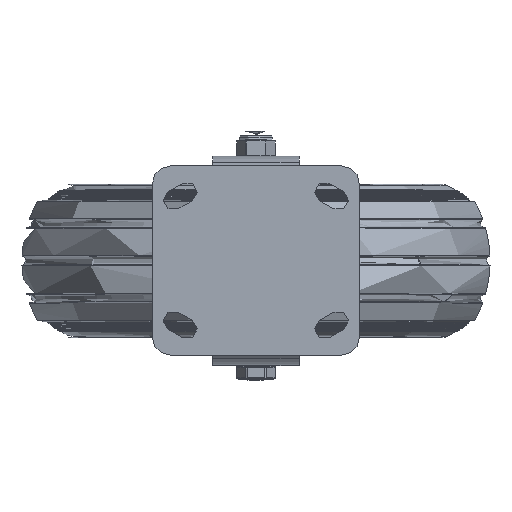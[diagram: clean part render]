
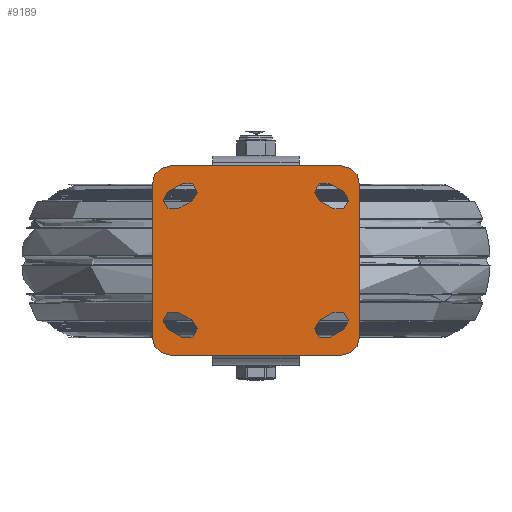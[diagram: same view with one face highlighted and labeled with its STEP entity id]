
A CAD part, top view. The second image highlights one B-rep face of the part: STEP entity #9189.
In plain terms, the highlighted planar face has unit normal (0, 0, 1).
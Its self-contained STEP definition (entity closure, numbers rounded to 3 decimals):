
#619=FACE_BOUND('',#1491,.T.);
#620=FACE_BOUND('',#1492,.T.);
#621=FACE_BOUND('',#1493,.T.);
#622=FACE_BOUND('',#1494,.T.);
#705=PLANE('',#9951);
#925=FACE_OUTER_BOUND('',#1490,.T.);
#1490=EDGE_LOOP('',(#6323,#6324,#6325,#6326,#6327,#6328,#6329,#6330));
#1491=EDGE_LOOP('',(#6331,#6332,#6333,#6334));
#1492=EDGE_LOOP('',(#6335,#6336,#6337,#6338));
#1493=EDGE_LOOP('',(#6339,#6340,#6341,#6342));
#1494=EDGE_LOOP('',(#6343,#6344,#6345,#6346));
#2153=LINE('',#14125,#2737);
#2154=LINE('',#14129,#2738);
#2155=LINE('',#14133,#2739);
#2156=LINE('',#14136,#2740);
#2157=LINE('',#14137,#2741);
#2158=LINE('',#14138,#2742);
#2159=LINE('',#14139,#2743);
#2160=LINE('',#14140,#2744);
#2161=LINE('',#14141,#2745);
#2162=LINE('',#14142,#2746);
#2163=LINE('',#14143,#2747);
#2164=LINE('',#14144,#2748);
#2737=VECTOR('',#11236,1000.);
#2738=VECTOR('',#11239,1000.);
#2739=VECTOR('',#11242,1000.);
#2740=VECTOR('',#11245,1000.);
#2741=VECTOR('',#11246,1000.);
#2742=VECTOR('',#11247,1000.);
#2743=VECTOR('',#11248,1000.);
#2744=VECTOR('',#11249,1000.);
#2745=VECTOR('',#11250,1000.);
#2746=VECTOR('',#11251,1000.);
#2747=VECTOR('',#11252,1000.);
#2748=VECTOR('',#11253,1000.);
#3268=CIRCLE('',#9886,5.5);
#3269=CIRCLE('',#9888,5.5);
#3272=CIRCLE('',#9892,5.5);
#3273=CIRCLE('',#9894,5.5);
#3276=CIRCLE('',#9898,5.5);
#3277=CIRCLE('',#9900,5.5);
#3280=CIRCLE('',#9904,5.5);
#3281=CIRCLE('',#9906,5.5);
#3305=CIRCLE('',#9952,10.);
#3306=CIRCLE('',#9953,10.);
#3307=CIRCLE('',#9954,10.);
#3308=CIRCLE('',#9955,10.);
#3866=VERTEX_POINT('',#13928);
#3867=VERTEX_POINT('',#13930);
#3868=VERTEX_POINT('',#13934);
#3869=VERTEX_POINT('',#13935);
#3874=VERTEX_POINT('',#13946);
#3875=VERTEX_POINT('',#13948);
#3876=VERTEX_POINT('',#13952);
#3877=VERTEX_POINT('',#13953);
#3882=VERTEX_POINT('',#13964);
#3883=VERTEX_POINT('',#13966);
#3884=VERTEX_POINT('',#13970);
#3885=VERTEX_POINT('',#13971);
#3890=VERTEX_POINT('',#13982);
#3891=VERTEX_POINT('',#13984);
#3892=VERTEX_POINT('',#13988);
#3893=VERTEX_POINT('',#13989);
#3938=VERTEX_POINT('',#14121);
#3939=VERTEX_POINT('',#14122);
#3940=VERTEX_POINT('',#14124);
#3941=VERTEX_POINT('',#14126);
#3942=VERTEX_POINT('',#14128);
#3943=VERTEX_POINT('',#14130);
#3944=VERTEX_POINT('',#14132);
#3945=VERTEX_POINT('',#14134);
#4772=EDGE_CURVE('',#3867,#3866,#3268,.T.);
#4774=EDGE_CURVE('',#3868,#3869,#3269,.T.);
#4780=EDGE_CURVE('',#3875,#3874,#3272,.T.);
#4782=EDGE_CURVE('',#3876,#3877,#3273,.T.);
#4788=EDGE_CURVE('',#3883,#3882,#3276,.T.);
#4790=EDGE_CURVE('',#3884,#3885,#3277,.T.);
#4796=EDGE_CURVE('',#3891,#3890,#3280,.T.);
#4798=EDGE_CURVE('',#3892,#3893,#3281,.T.);
#4863=EDGE_CURVE('',#3938,#3939,#3305,.T.);
#4864=EDGE_CURVE('',#3940,#3938,#2153,.T.);
#4865=EDGE_CURVE('',#3941,#3940,#3306,.T.);
#4866=EDGE_CURVE('',#3942,#3941,#2154,.T.);
#4867=EDGE_CURVE('',#3943,#3942,#3307,.T.);
#4868=EDGE_CURVE('',#3944,#3943,#2155,.T.);
#4869=EDGE_CURVE('',#3945,#3944,#3308,.T.);
#4870=EDGE_CURVE('',#3939,#3945,#2156,.T.);
#4871=EDGE_CURVE('',#3869,#3867,#2157,.T.);
#4872=EDGE_CURVE('',#3866,#3868,#2158,.T.);
#4873=EDGE_CURVE('',#3877,#3875,#2159,.T.);
#4874=EDGE_CURVE('',#3874,#3876,#2160,.T.);
#4875=EDGE_CURVE('',#3885,#3883,#2161,.T.);
#4876=EDGE_CURVE('',#3882,#3884,#2162,.T.);
#4877=EDGE_CURVE('',#3893,#3891,#2163,.T.);
#4878=EDGE_CURVE('',#3890,#3892,#2164,.T.);
#6323=ORIENTED_EDGE('',*,*,#4863,.F.);
#6324=ORIENTED_EDGE('',*,*,#4864,.F.);
#6325=ORIENTED_EDGE('',*,*,#4865,.F.);
#6326=ORIENTED_EDGE('',*,*,#4866,.F.);
#6327=ORIENTED_EDGE('',*,*,#4867,.F.);
#6328=ORIENTED_EDGE('',*,*,#4868,.F.);
#6329=ORIENTED_EDGE('',*,*,#4869,.F.);
#6330=ORIENTED_EDGE('',*,*,#4870,.F.);
#6331=ORIENTED_EDGE('',*,*,#4871,.T.);
#6332=ORIENTED_EDGE('',*,*,#4772,.T.);
#6333=ORIENTED_EDGE('',*,*,#4872,.T.);
#6334=ORIENTED_EDGE('',*,*,#4774,.T.);
#6335=ORIENTED_EDGE('',*,*,#4873,.T.);
#6336=ORIENTED_EDGE('',*,*,#4780,.T.);
#6337=ORIENTED_EDGE('',*,*,#4874,.T.);
#6338=ORIENTED_EDGE('',*,*,#4782,.T.);
#6339=ORIENTED_EDGE('',*,*,#4875,.T.);
#6340=ORIENTED_EDGE('',*,*,#4788,.T.);
#6341=ORIENTED_EDGE('',*,*,#4876,.T.);
#6342=ORIENTED_EDGE('',*,*,#4790,.T.);
#6343=ORIENTED_EDGE('',*,*,#4877,.T.);
#6344=ORIENTED_EDGE('',*,*,#4796,.T.);
#6345=ORIENTED_EDGE('',*,*,#4878,.T.);
#6346=ORIENTED_EDGE('',*,*,#4798,.T.);
#9189=ADVANCED_FACE('',(#925,#619,#620,#621,#622),#705,.T.);
#9886=AXIS2_PLACEMENT_3D('',#13931,#11048,#11049);
#9888=AXIS2_PLACEMENT_3D('',#13936,#11053,#11054);
#9892=AXIS2_PLACEMENT_3D('',#13949,#11064,#11065);
#9894=AXIS2_PLACEMENT_3D('',#13954,#11069,#11070);
#9898=AXIS2_PLACEMENT_3D('',#13967,#11080,#11081);
#9900=AXIS2_PLACEMENT_3D('',#13972,#11085,#11086);
#9904=AXIS2_PLACEMENT_3D('',#13985,#11096,#11097);
#9906=AXIS2_PLACEMENT_3D('',#13990,#11101,#11102);
#9951=AXIS2_PLACEMENT_3D('',#14120,#11232,#11233);
#9952=AXIS2_PLACEMENT_3D('',#14123,#11234,#11235);
#9953=AXIS2_PLACEMENT_3D('',#14127,#11237,#11238);
#9954=AXIS2_PLACEMENT_3D('',#14131,#11240,#11241);
#9955=AXIS2_PLACEMENT_3D('',#14135,#11243,#11244);
#11048=DIRECTION('center_axis',(0.,0.,-1.));
#11049=DIRECTION('ref_axis',(-1.,0.,0.));
#11053=DIRECTION('center_axis',(0.,0.,-1.));
#11054=DIRECTION('ref_axis',(-1.,0.,0.));
#11064=DIRECTION('center_axis',(0.,0.,-1.));
#11065=DIRECTION('ref_axis',(-1.,0.,0.));
#11069=DIRECTION('center_axis',(0.,0.,-1.));
#11070=DIRECTION('ref_axis',(-1.,0.,0.));
#11080=DIRECTION('center_axis',(0.,0.,-1.));
#11081=DIRECTION('ref_axis',(1.,0.,0.));
#11085=DIRECTION('center_axis',(0.,0.,-1.));
#11086=DIRECTION('ref_axis',(1.,0.,0.));
#11096=DIRECTION('center_axis',(0.,0.,-1.));
#11097=DIRECTION('ref_axis',(1.,0.,0.));
#11101=DIRECTION('center_axis',(0.,0.,-1.));
#11102=DIRECTION('ref_axis',(1.,0.,0.));
#11232=DIRECTION('center_axis',(0.,0.,1.));
#11233=DIRECTION('ref_axis',(1.,0.,0.));
#11234=DIRECTION('center_axis',(0.,0.,-1.));
#11235=DIRECTION('ref_axis',(0.,-1.,0.));
#11236=DIRECTION('',(-1.,0.,0.));
#11237=DIRECTION('center_axis',(0.,0.,-1.));
#11238=DIRECTION('ref_axis',(1.,0.,0.));
#11239=DIRECTION('',(0.,-1.,0.));
#11240=DIRECTION('center_axis',(0.,0.,-1.));
#11241=DIRECTION('ref_axis',(0.,1.,0.));
#11242=DIRECTION('',(1.,0.,0.));
#11243=DIRECTION('center_axis',(0.,0.,-1.));
#11244=DIRECTION('ref_axis',(-1.,0.,0.));
#11245=DIRECTION('',(0.,1.,0.));
#11246=DIRECTION('',(0.872,0.49,0.));
#11247=DIRECTION('',(-0.872,-0.49,0.));
#11248=DIRECTION('',(0.872,-0.49,0.));
#11249=DIRECTION('',(-0.872,0.49,0.));
#11250=DIRECTION('',(-0.872,0.49,0.));
#11251=DIRECTION('',(0.872,-0.49,0.));
#11252=DIRECTION('',(-0.872,-0.49,0.));
#11253=DIRECTION('',(0.872,0.49,0.));
#13928=CARTESIAN_POINT('',(48.696,-38.294,0.));
#13930=CARTESIAN_POINT('',(43.304,-28.706,0.));
#13931=CARTESIAN_POINT('Origin',(46.,-33.5,0.));
#13934=CARTESIAN_POINT('',(40.696,-42.794,0.));
#13935=CARTESIAN_POINT('',(35.304,-33.206,0.));
#13936=CARTESIAN_POINT('Origin',(38.,-38.,0.));
#13946=CARTESIAN_POINT('',(43.304,28.706,0.));
#13948=CARTESIAN_POINT('',(48.696,38.294,0.));
#13949=CARTESIAN_POINT('Origin',(46.,33.5,0.));
#13952=CARTESIAN_POINT('',(35.304,33.206,0.));
#13953=CARTESIAN_POINT('',(40.696,42.794,0.));
#13954=CARTESIAN_POINT('Origin',(38.,38.,0.));
#13964=CARTESIAN_POINT('',(-43.304,-28.706,0.));
#13966=CARTESIAN_POINT('',(-48.696,-38.294,0.));
#13967=CARTESIAN_POINT('Origin',(-46.,-33.5,0.));
#13970=CARTESIAN_POINT('',(-35.304,-33.206,0.));
#13971=CARTESIAN_POINT('',(-40.696,-42.794,0.));
#13972=CARTESIAN_POINT('Origin',(-38.,-38.,0.));
#13982=CARTESIAN_POINT('',(-48.696,38.294,0.));
#13984=CARTESIAN_POINT('',(-43.304,28.706,0.));
#13985=CARTESIAN_POINT('Origin',(-46.,33.5,0.));
#13988=CARTESIAN_POINT('',(-40.696,42.794,0.));
#13989=CARTESIAN_POINT('',(-35.304,33.206,0.));
#13990=CARTESIAN_POINT('Origin',(-38.,38.,0.));
#14120=CARTESIAN_POINT('Origin',(0.,0.,0.));
#14121=CARTESIAN_POINT('',(-47.5,-52.5,0.));
#14122=CARTESIAN_POINT('',(-57.5,-42.5,0.));
#14123=CARTESIAN_POINT('Origin',(-47.5,-42.5,0.));
#14124=CARTESIAN_POINT('',(47.5,-52.5,0.));
#14125=CARTESIAN_POINT('',(47.5,-52.5,0.));
#14126=CARTESIAN_POINT('',(57.5,-42.5,0.));
#14127=CARTESIAN_POINT('Origin',(47.5,-42.5,0.));
#14128=CARTESIAN_POINT('',(57.5,42.5,0.));
#14129=CARTESIAN_POINT('',(57.5,42.5,0.));
#14130=CARTESIAN_POINT('',(47.5,52.5,0.));
#14131=CARTESIAN_POINT('Origin',(47.5,42.5,0.));
#14132=CARTESIAN_POINT('',(-47.5,52.5,0.));
#14133=CARTESIAN_POINT('',(-47.5,52.5,0.));
#14134=CARTESIAN_POINT('',(-57.5,42.5,0.));
#14135=CARTESIAN_POINT('Origin',(-47.5,42.5,0.));
#14136=CARTESIAN_POINT('',(-57.5,-42.5,0.));
#14137=CARTESIAN_POINT('',(43.304,-28.706,0.));
#14138=CARTESIAN_POINT('',(48.696,-38.294,0.));
#14139=CARTESIAN_POINT('',(48.696,38.294,0.));
#14140=CARTESIAN_POINT('',(43.304,28.706,0.));
#14141=CARTESIAN_POINT('',(-48.696,-38.294,0.));
#14142=CARTESIAN_POINT('',(-43.304,-28.706,0.));
#14143=CARTESIAN_POINT('',(-43.304,28.706,0.));
#14144=CARTESIAN_POINT('',(-48.696,38.294,0.));
